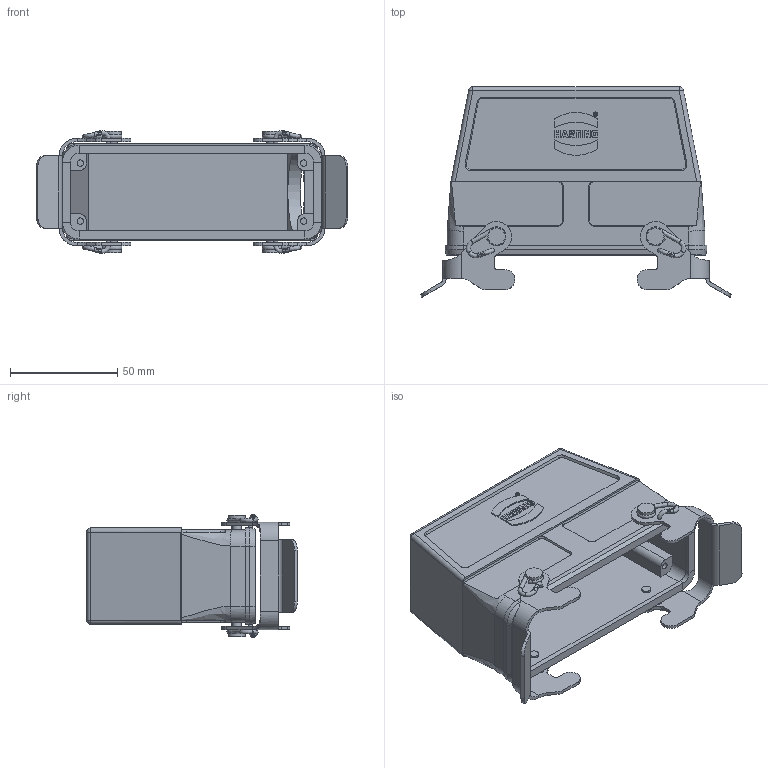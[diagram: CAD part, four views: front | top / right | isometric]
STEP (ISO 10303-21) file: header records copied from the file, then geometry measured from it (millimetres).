
FILE_DESCRIPTION(/* description */ (''),/* implementation_level */ '2;1');
FILE_NAME(/* name */ '100198529ugm000_b.stp',/* time_stamp */ '2017-11-06T09:31:08+01:00',/* author */ (''),/* organization */ (''),/* preprocessor_version */ 'ST-DEVELOPER v16',/* originating_system */ 'SIEMENS PLM Software NX 10.0',/* authorisation */ '');
FILE_SCHEMA (('AUTOMOTIVE_DESIGN { 1 0 10303 214 3 1 1 1 }'));
Length unit declared in the file: millimetre
Products named in the file (1): 100198529ugm000_b
Bounding box: 145.02 x 98.06 x 57.32 mm (x, y, z)
Volume: 92916.5 mm3; surface area: 65492.4 mm2
Topology: 1 solids, 1 shells, 502 faces, 1364 edges, 887 vertices
Faces by surface type: plane 275, bspline 113, cylinder 94, cone 20
Full cylindrical faces by diameter (mm): 1.507 x1, 1.972 x1, 3 x4, 4.3 x12, 8 x4, 40 x1
Entity records: 20332 total; most frequent: CARTESIAN_POINT 7786, ORIENTED_EDGE 2650, DIRECTION 2083, EDGE_CURVE 1325, VERTEX_POINT 884, LINE 771, VECTOR 771, AXIS2_PLACEMENT_3D 656
